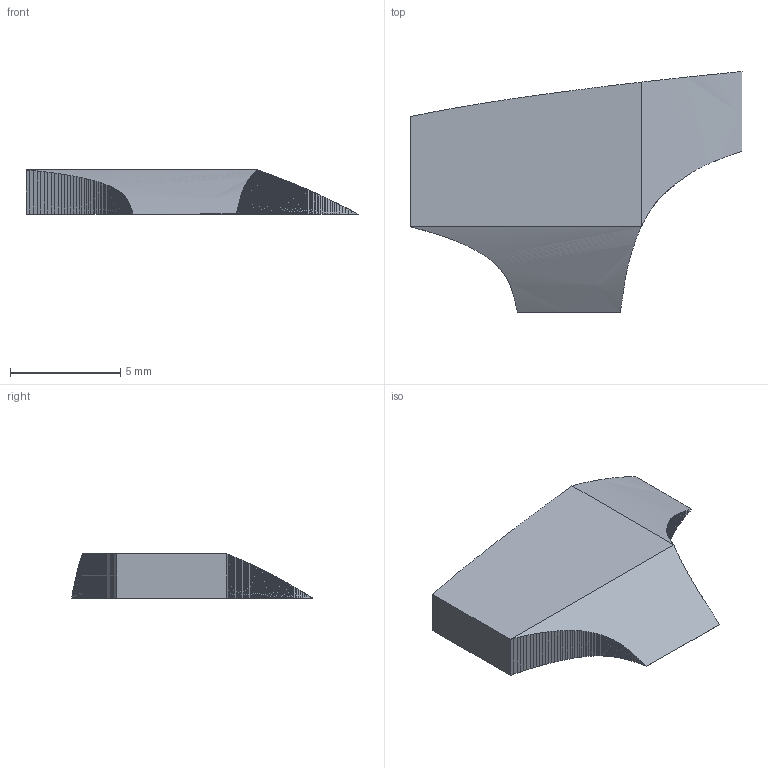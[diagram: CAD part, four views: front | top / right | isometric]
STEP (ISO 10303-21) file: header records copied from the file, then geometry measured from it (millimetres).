
FILE_DESCRIPTION(('STEP AP214'),'1');
FILE_NAME('tmp0.stp','2020-06-09T05:15:12',(' '),(' '),'Spatial InterOp 3D',' ',' ');
FILE_SCHEMA(('automotive_design'));
Length unit declared in the file: millimetre
Products named in the file (2): 1; 2
Bounding box: 15.04 x 10.91 x 2 mm (x, y, z)
Volume: 176.2 mm3; surface area: 274.2 mm2
Topology: 2 solids, 2 shells, 333 faces, 986 edges, 656 vertices
Faces by surface type: plane 328, bspline 5
Entity records: 13981 total; most frequent: CARTESIAN_POINT 2922, ORIENTED_EDGE 1970, DIRECTION 1373, EDGE_CURVE 985, LINE 713, VECTOR 713, VERTEX_POINT 656, STYLED_ITEM 335
